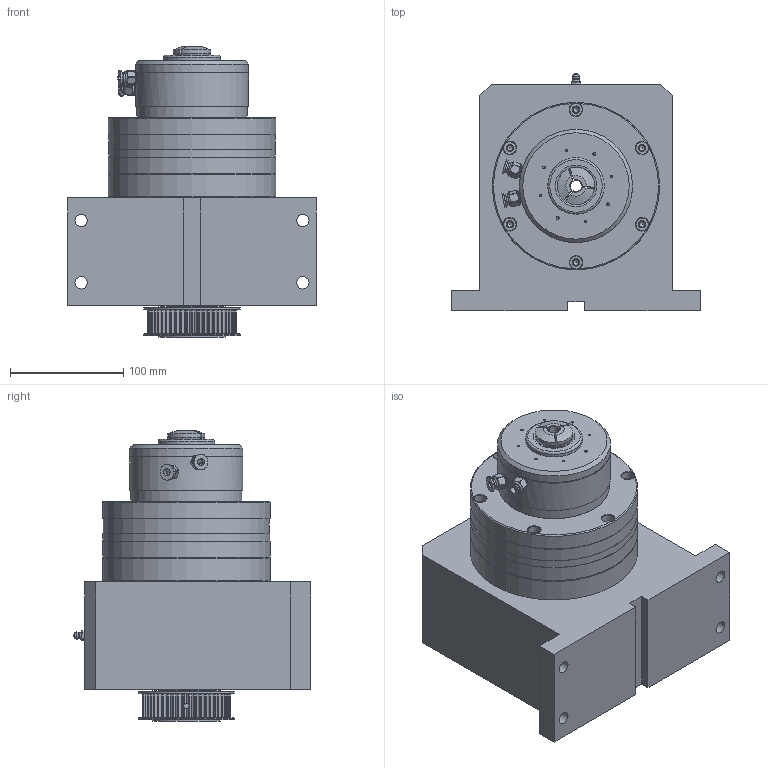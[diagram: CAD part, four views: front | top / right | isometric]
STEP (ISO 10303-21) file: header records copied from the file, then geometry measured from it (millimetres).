
FILE_DESCRIPTION (( 'STEP AP214' ), '1' );
FILE_NAME ('DR-25-L+JAC-20.STEP', '2024-04-28T03:41:16', ( '' ), ( '' ), 'SwSTEP 2.0', 'SolidWorks 2023', '' );
FILE_SCHEMA (( 'AUTOMOTIVE_DESIGN' ));
Length unit declared in the file: millimetre
Products named in the file (6): DR-25 同步轮5M-50Y-=N40; DR-25-L; DR-25-L+JAC-20; DR-25-L 法兰（JAC-20）_结构; YB-20; JAC-20
Assembly tree (5 placements, depth 2):
  DR-25-L+JAC-20
    DR-25-L
    DR-25-L 法兰（JAC-20）_结构
    DR-25 同步轮5M-50Y-=N40
    JAC-20
    YB-20
Bounding box: 220 x 209.99 x 256.5 mm (x, y, z)
Volume: 4888969.5 mm3; surface area: 424858.4 mm2
Topology: 11 solids, 11 shells, 921 faces, 2401 edges, 1480 vertices
Faces by surface type: cylinder 421, plane 290, bspline 110, cone 66, sphere 25, torus 9
Full cylindrical faces by diameter (mm): 2.5 x8, 4.2 x3, 5 x11, 5.5 x1, 6 x2, 6.6 x6, 8 x2, 8.5 x2, 9.5 x2, 11 x10, 20.5 x1, 24 x1, 25.45 x1, 26 x1, 40 x2, 42 x2, 45 x1, 50 x1, 60 x2, 70 x1, 70.5 x1, 74 x2, 75 x1, 85 x2, 98 x1, 100 x4, 147.004 x1, 147.502 x1, 148 x3
Entity records: 54207 total; most frequent: CARTESIAN_POINT 27307, DIRECTION 4416, ORIENTED_EDGE 4284, EDGE_CURVE 2142, AXIS2_PLACEMENT_3D 1766, VERTEX_POINT 1425, EDGE_LOOP 1157, FACE_OUTER_BOUND 1014
